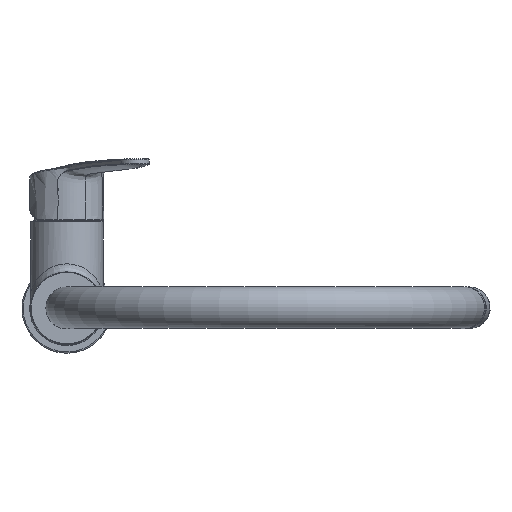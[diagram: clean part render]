
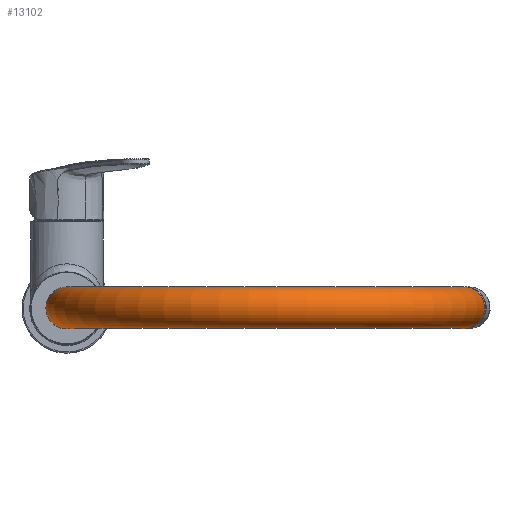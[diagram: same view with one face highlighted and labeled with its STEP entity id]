
A CAD part, top view. The second image highlights one B-rep face of the part: STEP entity #13102.
In plain terms, the highlighted toroidal (fillet/blend) face has major radius 110.5 mm and minor radius 11.5 mm.
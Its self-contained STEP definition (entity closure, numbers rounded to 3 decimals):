
#2591=TOROIDAL_SURFACE('',#14345,110.5,11.5);
#6493=ORIENTED_EDGE('',*,*,#8589,.T.);
#6494=ORIENTED_EDGE('',*,*,#8590,.F.);
#8589=EDGE_CURVE('',#9899,#9899,#10472,.F.);
#8590=EDGE_CURVE('',#9900,#9900,#10473,.F.);
#9899=VERTEX_POINT('',#21825);
#9900=VERTEX_POINT('',#21828);
#10472=CIRCLE('',#14344,11.5);
#10473=CIRCLE('',#14346,11.5);
#11213=EDGE_LOOP('',(#6493));
#11214=EDGE_LOOP('',(#6494));
#12015=FACE_BOUND('',#11213,.T.);
#12016=FACE_BOUND('',#11214,.T.);
#13102=ADVANCED_FACE('',(#12015,#12016),#2591,.T.);
#14344=AXIS2_PLACEMENT_3D('',#21824,#17763,#17764);
#14345=AXIS2_PLACEMENT_3D('',#21826,#17765,#17766);
#14346=AXIS2_PLACEMENT_3D('',#21827,#17767,#17768);
#17763=DIRECTION('',(0.,0.,-1.));
#17764=DIRECTION('',(1.,0.,0.));
#17765=DIRECTION('',(0.,-1.,0.));
#17766=DIRECTION('',(0.,0.,-1.));
#17767=DIRECTION('',(-0.174,0.,0.985));
#17768=DIRECTION('',(-0.985,0.,-0.174));
#21824=CARTESIAN_POINT('',(0.,0.,205.56));
#21825=CARTESIAN_POINT('',(11.5,0.,205.56));
#21826=CARTESIAN_POINT('',(110.5,0.,205.56));
#21827=CARTESIAN_POINT('',(219.321,0.,224.748));
#21828=CARTESIAN_POINT('',(207.996,0.,222.751));
